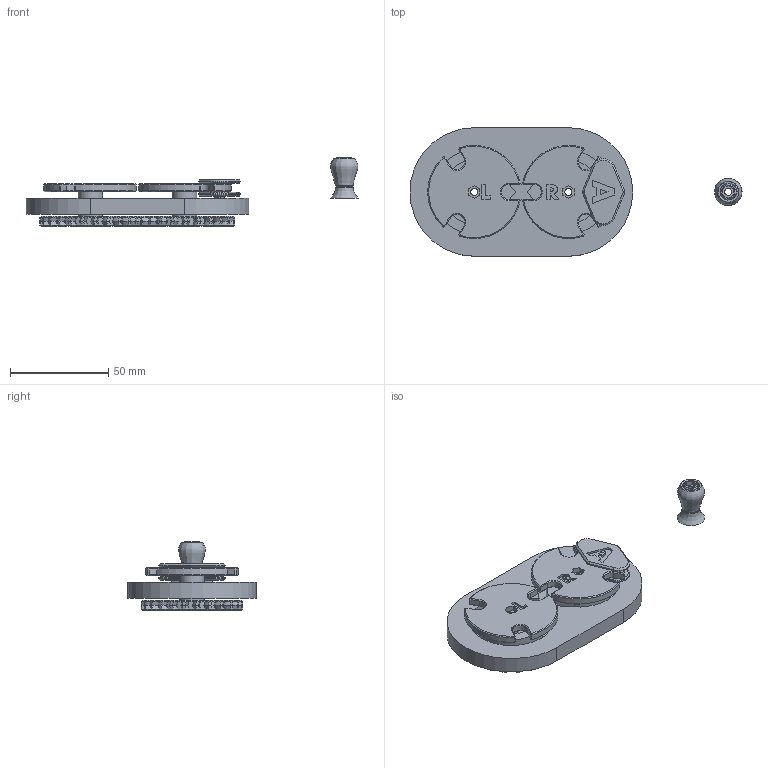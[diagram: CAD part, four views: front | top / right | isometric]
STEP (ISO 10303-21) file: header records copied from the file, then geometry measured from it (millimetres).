
FILE_DESCRIPTION(/* description */ (''),/* implementation_level */ '2;1');
FILE_NAME(/* name */ 'Braiding Machine v29.step',/* time_stamp */ '2021-10-10T12:46:21-05:00',/* author */ (''),/* organization */ (''),/* preprocessor_version */ 'ST-DEVELOPER v18.1',/* originating_system */ 'Autodesk Translation Framework v10.10.0.1391',/* authorisation */ '');
FILE_SCHEMA (('AUTOMOTIVE_DESIGN { 1 0 10303 214 3 1 1 }'));
Length unit declared in the file: millimetre
Products named in the file (8): Braiding Machine; Bearing tray; Horn gears; Carrier; Left gear; Right gear; Shoe; Handle
Assembly tree (7 placements, depth 2):
  Braiding Machine
    Bearing tray
    Horn gears
    Carrier
    Left gear
    Right gear
    Shoe
    Handle
Bounding box: 169.21 x 65.5 x 34.9 mm (x, y, z)
Volume: 74378.2 mm3; surface area: 42657.8 mm2
Topology: 8 solids, 8 shells, 1597 faces, 4534 edges, 2978 vertices
Faces by surface type: bspline 1086, plane 248, cone 147, cylinder 115, torus 1
Full cylindrical faces by diameter (mm): 3.6 x6, 6 x3, 7.4 x1, 7.824 x1, 7.958 x1, 8.759 x1, 12.5 x4, 17.8 x2, 22.2 x2
Entity records: 131311 total; most frequent: CARTESIAN_POINT 99844, ORIENTED_EDGE 9068, EDGE_CURVE 4534, VERTEX_POINT 2978, B_SPLINE_CURVE_WITH_KNOTS 2676, DIRECTION 2671, EDGE_LOOP 1640, FACE_OUTER_BOUND 1597
